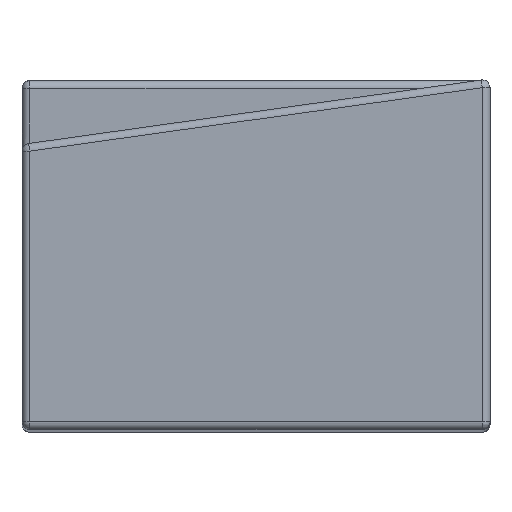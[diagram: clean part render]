
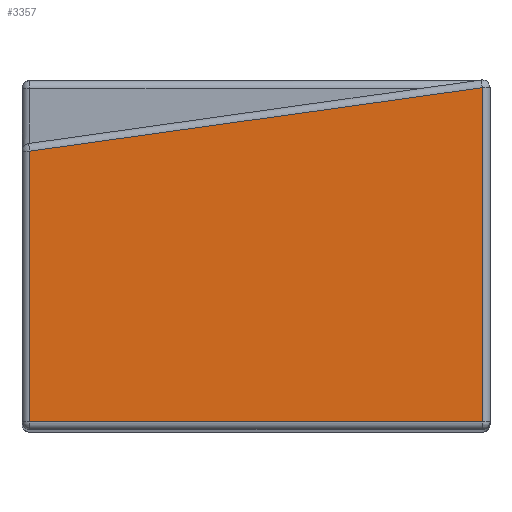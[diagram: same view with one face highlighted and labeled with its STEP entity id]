
A CAD part, top view. The second image highlights one B-rep face of the part: STEP entity #3357.
In plain terms, the highlighted planar face has unit normal (0, 0, 1).
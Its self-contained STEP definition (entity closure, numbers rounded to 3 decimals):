
#274 = CYLINDRICAL_SURFACE('',#275,0.2);
#275 = AXIS2_PLACEMENT_3D('',#276,#277,#278);
#276 = CARTESIAN_POINT('',(-5.8,-4.5,36.));
#277 = DIRECTION('',(0.,1.,0.));
#278 = DIRECTION('',(-1.,0.,0.));
#2017 = CYLINDRICAL_SURFACE('',#2018,0.2);
#2018 = AXIS2_PLACEMENT_3D('',#2019,#2020,#2021);
#2019 = CARTESIAN_POINT('',(5.8,-4.5,36.));
#2020 = DIRECTION('',(0.,1.,0.));
#2021 = DIRECTION('',(0.,-0.,1.));
#2317 = CYLINDRICAL_SURFACE('',#2318,0.2);
#2318 = AXIS2_PLACEMENT_3D('',#2319,#2320,#2321);
#2319 = CARTESIAN_POINT('',(6.028,4.302,36.));
#2320 = DIRECTION('',(-0.99,-0.139,0.));
#2321 = DIRECTION('',(0.,0.,1.));
#2501 = CYLINDRICAL_SURFACE('',#2502,0.2);
#2502 = AXIS2_PLACEMENT_3D('',#2503,#2504,#2505);
#2503 = CARTESIAN_POINT('',(-6.,-4.3,36.));
#2504 = DIRECTION('',(1.,0.,0.));
#2505 = DIRECTION('',(0.,0.,1.));
#3169 = VERTEX_POINT('',#3170);
#3170 = CARTESIAN_POINT('',(5.8,4.27,36.2));
#3192 = VERTEX_POINT('',#3193);
#3193 = CARTESIAN_POINT('',(-5.8,2.64,36.2));
#3213 = EDGE_CURVE('',#3169,#3192,#3214,.T.);
#3214 = SURFACE_CURVE('',#3215,(#3219,#3226),.PCURVE_S1.);
#3215 = LINE('',#3216,#3217);
#3216 = CARTESIAN_POINT('',(6.028,4.302,36.2));
#3217 = VECTOR('',#3218,1.);
#3218 = DIRECTION('',(-0.99,-0.139,0.));
#3219 = PCURVE('',#2317,#3220);
#3220 = DEFINITIONAL_REPRESENTATION('',(#3221),#3225);
#3221 = LINE('',#3222,#3223);
#3222 = CARTESIAN_POINT('',(0.,0.));
#3223 = VECTOR('',#3224,1.);
#3224 = DIRECTION('',(0.,1.));
#3225 = ( GEOMETRIC_REPRESENTATION_CONTEXT(2) 
PARAMETRIC_REPRESENTATION_CONTEXT() REPRESENTATION_CONTEXT('2D SPACE',''
  ) );
#3226 = PCURVE('',#3227,#3232);
#3227 = PLANE('',#3228);
#3228 = AXIS2_PLACEMENT_3D('',#3229,#3230,#3231);
#3229 = CARTESIAN_POINT('',(-6.,-4.5,36.2));
#3230 = DIRECTION('',(0.,0.,1.));
#3231 = DIRECTION('',(1.,0.,0.));
#3232 = DEFINITIONAL_REPRESENTATION('',(#3233),#3237);
#3233 = LINE('',#3234,#3235);
#3234 = CARTESIAN_POINT('',(12.028,8.802));
#3235 = VECTOR('',#3236,1.);
#3236 = DIRECTION('',(-0.99,-0.139));
#3237 = ( GEOMETRIC_REPRESENTATION_CONTEXT(2) 
PARAMETRIC_REPRESENTATION_CONTEXT() REPRESENTATION_CONTEXT('2D SPACE',''
  ) );
#3269 = VERTEX_POINT('',#3270);
#3270 = CARTESIAN_POINT('',(-5.8,-4.3,36.2));
#3292 = EDGE_CURVE('',#3269,#3192,#3293,.T.);
#3293 = SURFACE_CURVE('',#3294,(#3298,#3305),.PCURVE_S1.);
#3294 = LINE('',#3295,#3296);
#3295 = CARTESIAN_POINT('',(-5.8,-4.5,36.2));
#3296 = VECTOR('',#3297,1.);
#3297 = DIRECTION('',(0.,1.,0.));
#3298 = PCURVE('',#274,#3299);
#3299 = DEFINITIONAL_REPRESENTATION('',(#3300),#3304);
#3300 = LINE('',#3301,#3302);
#3301 = CARTESIAN_POINT('',(1.571,0.));
#3302 = VECTOR('',#3303,1.);
#3303 = DIRECTION('',(0.,1.));
#3304 = ( GEOMETRIC_REPRESENTATION_CONTEXT(2) 
PARAMETRIC_REPRESENTATION_CONTEXT() REPRESENTATION_CONTEXT('2D SPACE',''
  ) );
#3305 = PCURVE('',#3227,#3306);
#3306 = DEFINITIONAL_REPRESENTATION('',(#3307),#3311);
#3307 = LINE('',#3308,#3309);
#3308 = CARTESIAN_POINT('',(0.2,0.));
#3309 = VECTOR('',#3310,1.);
#3310 = DIRECTION('',(0.,1.));
#3311 = ( GEOMETRIC_REPRESENTATION_CONTEXT(2) 
PARAMETRIC_REPRESENTATION_CONTEXT() REPRESENTATION_CONTEXT('2D SPACE',''
  ) );
#3357 = ADVANCED_FACE('',(#3358),#3227,.T.);
#3358 = FACE_BOUND('',#3359,.T.);
#3359 = EDGE_LOOP('',(#3360,#3361,#3384,#3405));
#3360 = ORIENTED_EDGE('',*,*,#3292,.F.);
#3361 = ORIENTED_EDGE('',*,*,#3362,.T.);
#3362 = EDGE_CURVE('',#3269,#3363,#3365,.T.);
#3363 = VERTEX_POINT('',#3364);
#3364 = CARTESIAN_POINT('',(5.8,-4.3,36.2));
#3365 = SURFACE_CURVE('',#3366,(#3370,#3377),.PCURVE_S1.);
#3366 = LINE('',#3367,#3368);
#3367 = CARTESIAN_POINT('',(-6.,-4.3,36.2));
#3368 = VECTOR('',#3369,1.);
#3369 = DIRECTION('',(1.,0.,0.));
#3370 = PCURVE('',#3227,#3371);
#3371 = DEFINITIONAL_REPRESENTATION('',(#3372),#3376);
#3372 = LINE('',#3373,#3374);
#3373 = CARTESIAN_POINT('',(0.,0.2));
#3374 = VECTOR('',#3375,1.);
#3375 = DIRECTION('',(1.,0.));
#3376 = ( GEOMETRIC_REPRESENTATION_CONTEXT(2) 
PARAMETRIC_REPRESENTATION_CONTEXT() REPRESENTATION_CONTEXT('2D SPACE',''
  ) );
#3377 = PCURVE('',#2501,#3378);
#3378 = DEFINITIONAL_REPRESENTATION('',(#3379),#3383);
#3379 = LINE('',#3380,#3381);
#3380 = CARTESIAN_POINT('',(0.,0.));
#3381 = VECTOR('',#3382,1.);
#3382 = DIRECTION('',(0.,1.));
#3383 = ( GEOMETRIC_REPRESENTATION_CONTEXT(2) 
PARAMETRIC_REPRESENTATION_CONTEXT() REPRESENTATION_CONTEXT('2D SPACE',''
  ) );
#3384 = ORIENTED_EDGE('',*,*,#3385,.T.);
#3385 = EDGE_CURVE('',#3363,#3169,#3386,.T.);
#3386 = SURFACE_CURVE('',#3387,(#3391,#3398),.PCURVE_S1.);
#3387 = LINE('',#3388,#3389);
#3388 = CARTESIAN_POINT('',(5.8,-4.5,36.2));
#3389 = VECTOR('',#3390,1.);
#3390 = DIRECTION('',(0.,1.,0.));
#3391 = PCURVE('',#3227,#3392);
#3392 = DEFINITIONAL_REPRESENTATION('',(#3393),#3397);
#3393 = LINE('',#3394,#3395);
#3394 = CARTESIAN_POINT('',(11.8,0.));
#3395 = VECTOR('',#3396,1.);
#3396 = DIRECTION('',(0.,1.));
#3397 = ( GEOMETRIC_REPRESENTATION_CONTEXT(2) 
PARAMETRIC_REPRESENTATION_CONTEXT() REPRESENTATION_CONTEXT('2D SPACE',''
  ) );
#3398 = PCURVE('',#2017,#3399);
#3399 = DEFINITIONAL_REPRESENTATION('',(#3400),#3404);
#3400 = LINE('',#3401,#3402);
#3401 = CARTESIAN_POINT('',(0.,0.));
#3402 = VECTOR('',#3403,1.);
#3403 = DIRECTION('',(0.,1.));
#3404 = ( GEOMETRIC_REPRESENTATION_CONTEXT(2) 
PARAMETRIC_REPRESENTATION_CONTEXT() REPRESENTATION_CONTEXT('2D SPACE',''
  ) );
#3405 = ORIENTED_EDGE('',*,*,#3213,.T.);
